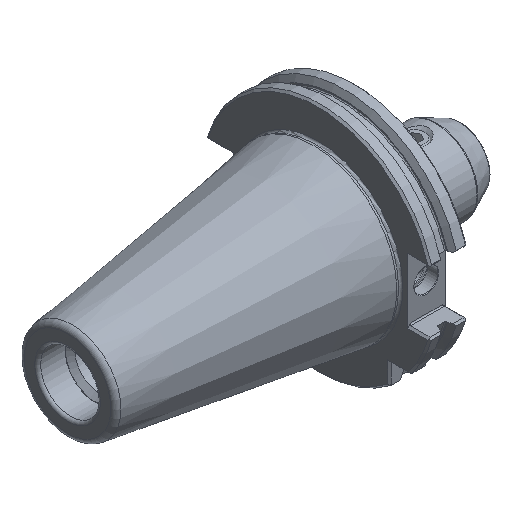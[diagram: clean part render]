
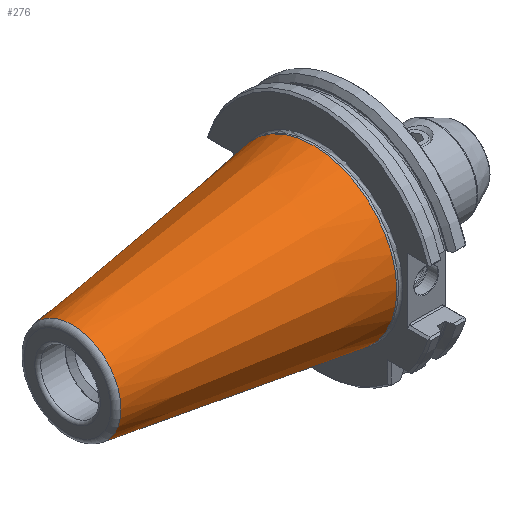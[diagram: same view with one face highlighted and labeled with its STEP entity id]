
A CAD part, isometric view. The second image highlights one B-rep face of the part: STEP entity #276.
In plain terms, the highlighted conical face has half-angle 8.297 degrees and reference radius 20.395 mm.
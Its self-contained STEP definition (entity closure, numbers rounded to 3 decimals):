
#276 = ADVANCED_FACE( '', ( #623, #624 ), #625, .T. );
#623 = FACE_OUTER_BOUND( '', #1039, .T. );
#624 = FACE_BOUND( '', #1040, .T. );
#625 = CONICAL_SURFACE( '', #1041, 20.395, 0.145 );
#1039 = EDGE_LOOP( '', ( #1806 ) );
#1040 = EDGE_LOOP( '', ( #1807 ) );
#1041 = AXIS2_PLACEMENT_3D( '', #1808, #1809, #1810 );
#1806 = ORIENTED_EDGE( '', *, *, #2550, .T. );
#1807 = ORIENTED_EDGE( '', *, *, #2551, .F. );
#1808 = CARTESIAN_POINT( '', ( -99.632, 0., 0. ) );
#1809 = DIRECTION( '', ( 1., 0., 0. ) );
#1810 = DIRECTION( '', ( 0., 0., -1. ) );
#2550 = EDGE_CURVE( '', #3118, #3118, #3119, .T. );
#2551 = EDGE_CURVE( '', #3120, #3120, #3121, .T. );
#3118 = VERTEX_POINT( '', #4115 );
#3119 = CIRCLE( '', #4116, 35.095 );
#3120 = VERTEX_POINT( '', #4117 );
#3121 = CIRCLE( '', #4118, 20.395 );
#4115 = CARTESIAN_POINT( '', ( 1.163, 0., 35.095 ) );
#4116 = AXIS2_PLACEMENT_3D( '', #4601, #4602, #4603 );
#4117 = CARTESIAN_POINT( '', ( -99.632, 0., 20.395 ) );
#4118 = AXIS2_PLACEMENT_3D( '', #4604, #4605, #4606 );
#4601 = CARTESIAN_POINT( '', ( 1.163, 0., 0. ) );
#4602 = DIRECTION( '', ( -1., 0., 0. ) );
#4603 = DIRECTION( '', ( 0., 0., 1. ) );
#4604 = CARTESIAN_POINT( '', ( -99.632, 0., 0. ) );
#4605 = DIRECTION( '', ( -1., 0., 0. ) );
#4606 = DIRECTION( '', ( 0., 0., 1. ) );
